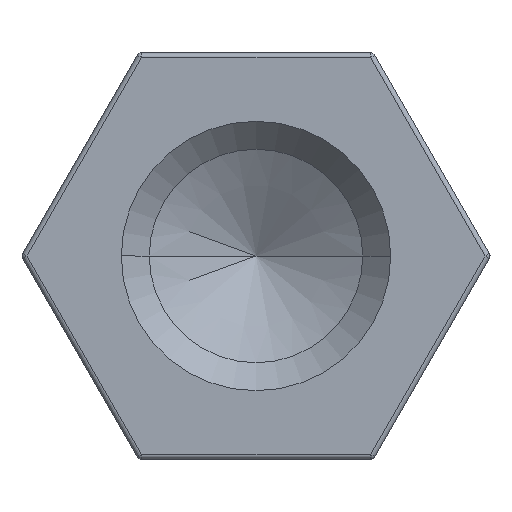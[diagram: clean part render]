
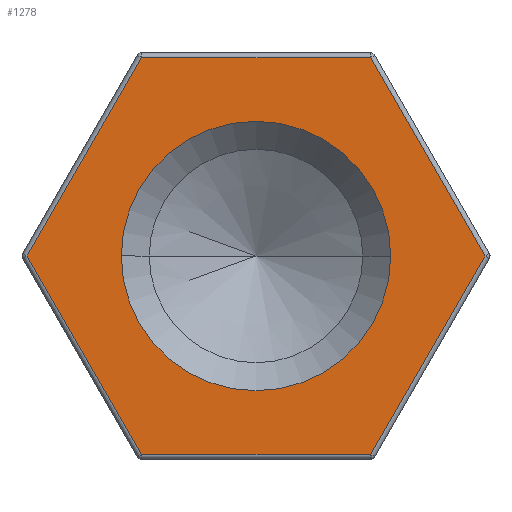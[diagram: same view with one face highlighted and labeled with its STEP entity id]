
A CAD part, left-side view. The second image highlights one B-rep face of the part: STEP entity #1278.
In plain terms, the highlighted planar face has unit normal (-1, 0, 0).
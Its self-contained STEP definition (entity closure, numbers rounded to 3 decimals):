
#3 = DIRECTION ( 'NONE',  ( 1., 0., 0. ) ) ;
#19 = CIRCLE ( 'NONE', #152, 2.65 ) ;
#22 = PLANE ( 'NONE',  #635 ) ;
#39 = LINE ( 'NONE', #1124, #883 ) ;
#98 = CIRCLE ( 'NONE', #221, 2.65 ) ;
#152 = AXIS2_PLACEMENT_3D ( 'NONE', #1318, #892, #1391 ) ;
#160 = VERTEX_POINT ( 'NONE', #1372 ) ;
#164 = ORIENTED_EDGE ( 'NONE', *, *, #480, .T. ) ;
#196 = DIRECTION ( 'NONE',  ( 0., 1., 0. ) ) ;
#208 = ORIENTED_EDGE ( 'NONE', *, *, #262, .T. ) ;
#221 = AXIS2_PLACEMENT_3D ( 'NONE', #939, #3, #1010 ) ;
#246 = CARTESIAN_POINT ( 'NONE',  ( 0., -3.377, -1.95 ) ) ;
#247 = ORIENTED_EDGE ( 'NONE', *, *, #485, .T. ) ;
#253 = VERTEX_POINT ( 'NONE', #651 ) ;
#262 = EDGE_CURVE ( 'NONE', #160, #778, #98, .T. ) ;
#263 = VERTEX_POINT ( 'NONE', #1154 ) ;
#264 = CARTESIAN_POINT ( 'NONE',  ( 0., 0., 3.9 ) ) ;
#284 = ORIENTED_EDGE ( 'NONE', *, *, #381, .T. ) ;
#348 = VERTEX_POINT ( 'NONE', #954 ) ;
#381 = EDGE_CURVE ( 'NONE', #778, #160, #19, .T. ) ;
#404 = ORIENTED_EDGE ( 'NONE', *, *, #437, .T. ) ;
#405 = CARTESIAN_POINT ( 'NONE',  ( 0., -2.252, -3.9 ) ) ;
#413 = CARTESIAN_POINT ( 'NONE',  ( 0., 3.377, -1.95 ) ) ;
#428 = DIRECTION ( 'NONE',  ( 0., 0.5, 0.866 ) ) ;
#437 = EDGE_CURVE ( 'NONE', #807, #253, #998, .T. ) ;
#443 = EDGE_CURVE ( 'NONE', #263, #807, #631, .T. ) ;
#452 = EDGE_CURVE ( 'NONE', #454, #263, #1145, .T. ) ;
#454 = VERTEX_POINT ( 'NONE', #1046 ) ;
#463 = EDGE_CURVE ( 'NONE', #707, #454, #932, .T. ) ;
#480 = EDGE_CURVE ( 'NONE', #348, #707, #1285, .T. ) ;
#485 = EDGE_CURVE ( 'NONE', #253, #348, #39, .T. ) ;
#496 = ORIENTED_EDGE ( 'NONE', *, *, #443, .T. ) ;
#528 = VECTOR ( 'NONE', #1194, 1000. ) ;
#562 = CARTESIAN_POINT ( 'NONE',  ( 0., 0., -3.9 ) ) ;
#576 = VECTOR ( 'NONE', #1191, 1000. ) ;
#631 = LINE ( 'NONE', #562, #1335 ) ;
#635 = AXIS2_PLACEMENT_3D ( 'NONE', #862, #1301, #196 ) ;
#651 = CARTESIAN_POINT ( 'NONE',  ( 0., -4.503, 0. ) ) ;
#667 = ORIENTED_EDGE ( 'NONE', *, *, #452, .T. ) ;
#681 = CARTESIAN_POINT ( 'NONE',  ( 0., 2.252, 3.9 ) ) ;
#707 = VERTEX_POINT ( 'NONE', #681 ) ;
#763 = ORIENTED_EDGE ( 'NONE', *, *, #463, .T. ) ;
#778 = VERTEX_POINT ( 'NONE', #1039 ) ;
#807 = VERTEX_POINT ( 'NONE', #405 ) ;
#859 = EDGE_LOOP ( 'NONE', ( #247, #164, #763, #667, #496, #404 ) ) ;
#862 = CARTESIAN_POINT ( 'NONE',  ( 0., 0., 0. ) ) ;
#872 = EDGE_LOOP ( 'NONE', ( #284, #208 ) ) ;
#883 = VECTOR ( 'NONE', #428, 1000. ) ;
#892 = DIRECTION ( 'NONE',  ( 1., 0., 0. ) ) ;
#932 = LINE ( 'NONE', #1120, #528 ) ;
#939 = CARTESIAN_POINT ( 'NONE',  ( 0., 0., 0. ) ) ;
#954 = CARTESIAN_POINT ( 'NONE',  ( 0., -2.252, 3.9 ) ) ;
#980 = VECTOR ( 'NONE', #1183, 1000. ) ;
#998 = LINE ( 'NONE', #246, #980 ) ;
#1010 = DIRECTION ( 'NONE',  ( 0., 1., 0. ) ) ;
#1018 = FACE_BOUND ( 'NONE', #872, .T. ) ;
#1039 = CARTESIAN_POINT ( 'NONE',  ( 0., 2.65, 0. ) ) ;
#1046 = CARTESIAN_POINT ( 'NONE',  ( 0., 4.503, 0. ) ) ;
#1120 = CARTESIAN_POINT ( 'NONE',  ( 0., 3.377, 1.95 ) ) ;
#1124 = CARTESIAN_POINT ( 'NONE',  ( 0., -3.377, 1.95 ) ) ;
#1145 = LINE ( 'NONE', #413, #576 ) ;
#1154 = CARTESIAN_POINT ( 'NONE',  ( 0., 2.252, -3.9 ) ) ;
#1183 = DIRECTION ( 'NONE',  ( 0., -0.5, 0.866 ) ) ;
#1191 = DIRECTION ( 'NONE',  ( 0., -0.5, -0.866 ) ) ;
#1194 = DIRECTION ( 'NONE',  ( 0., 0.5, -0.866 ) ) ;
#1226 = FACE_OUTER_BOUND ( 'NONE', #859, .T. ) ;
#1266 = VECTOR ( 'NONE', #1409, 1000. ) ;
#1278 = ADVANCED_FACE ( 'NONE', ( #1226, #1018 ), #22, .F. ) ;
#1285 = LINE ( 'NONE', #264, #1266 ) ;
#1301 = DIRECTION ( 'NONE',  ( 1., 0., 0. ) ) ;
#1318 = CARTESIAN_POINT ( 'NONE',  ( 0., 0., 0. ) ) ;
#1325 = DIRECTION ( 'NONE',  ( 0., -1., 0. ) ) ;
#1335 = VECTOR ( 'NONE', #1325, 1000. ) ;
#1372 = CARTESIAN_POINT ( 'NONE',  ( 0., -2.65, 0. ) ) ;
#1391 = DIRECTION ( 'NONE',  ( 0., 1., 0. ) ) ;
#1409 = DIRECTION ( 'NONE',  ( 0., 1., 0. ) ) ;
